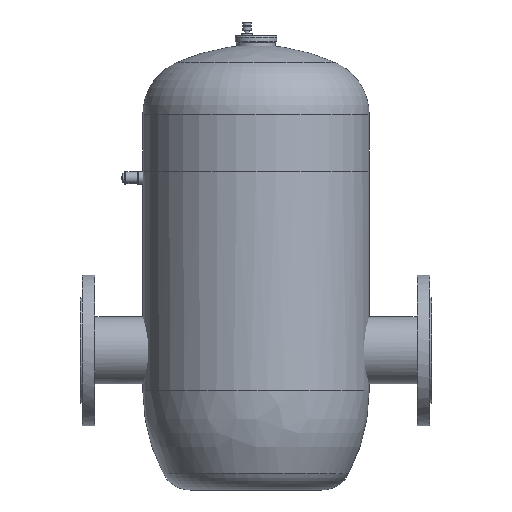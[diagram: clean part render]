
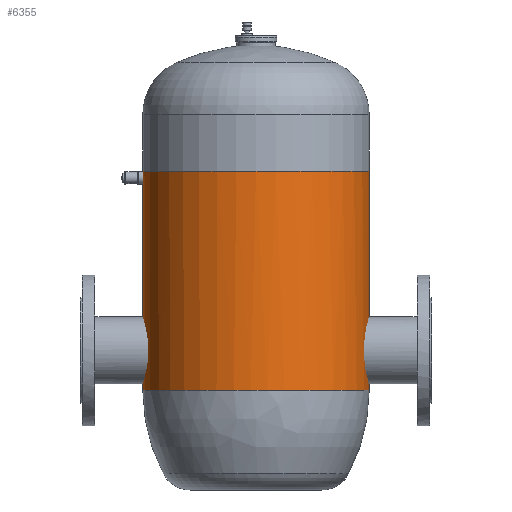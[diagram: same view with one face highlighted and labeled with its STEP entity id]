
A CAD part, front view. The second image highlights one B-rep face of the part: STEP entity #6355.
In plain terms, the highlighted cylindrical face has radius 150.134 mm (diameter 300.267 mm), a partial arc.
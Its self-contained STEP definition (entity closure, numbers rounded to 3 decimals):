
#6297=CARTESIAN_POINT('Vertex',(150.134,0.,-52.541)) ;
#6301=CARTESIAN_POINT('Control Point',(150.134,0.,-52.541)) ;
#6302=CARTESIAN_POINT('Control Point',(150.134,-88.42,-52.541)) ;
#6303=CARTESIAN_POINT('Control Point',(87.472,-150.134,-52.541)) ;
#6304=CARTESIAN_POINT('Control Point',(0.,-150.134,-52.541)) ;
#6305=CARTESIAN_POINT('Control Point',(-87.472,-150.134,-52.541)) ;
#6306=CARTESIAN_POINT('Control Point',(-150.134,-88.42,-52.541)) ;
#6307=CARTESIAN_POINT('Control Point',(-150.134,0.,-52.541)) ;
#6308=CARTESIAN_POINT('Vertex',(-150.134,0.,-52.541)) ;
#6325=CARTESIAN_POINT('Axis2P3D Location',(0.,0.,477.5)) ;
#6330=CARTESIAN_POINT('Line Origine',(150.134,0.,477.5)) ;
#6334=CARTESIAN_POINT('Vertex',(150.134,0.,237.459)) ;
#6337=CARTESIAN_POINT('Axis2P3D Location',(0.,0.,237.459)) ;
#6341=CARTESIAN_POINT('Vertex',(-150.134,0.,237.459)) ;
#6344=CARTESIAN_POINT('Line Origine',(-150.134,0.,477.5)) ;
#6326=DIRECTION('Axis2P3D Direction',(0.,0.,-1.)) ;
#6327=DIRECTION('Axis2P3D XDirection',(0.,1.,0.)) ;
#6331=DIRECTION('Vector Direction',(0.,0.,-1.)) ;
#6338=DIRECTION('Axis2P3D Direction',(0.,0.,-1.)) ;
#6345=DIRECTION('Vector Direction',(0.,0.,-1.)) ;
#6328=AXIS2_PLACEMENT_3D('Cylinder Axis2P3D',#6325,#6326,#6327) ;
#6339=AXIS2_PLACEMENT_3D('Circle Axis2P3D',#6337,#6338,$) ;
#6350=ORIENTED_EDGE('',*,*,#6336,.T.) ;
#6351=ORIENTED_EDGE('',*,*,#6343,.T.) ;
#6352=ORIENTED_EDGE('',*,*,#6348,.T.) ;
#6353=ORIENTED_EDGE('',*,*,#6310,.F.) ;
#6332=VECTOR('Line Direction',#6331,1.) ;
#6346=VECTOR('Line Direction',#6345,1.) ;
#6355=ADVANCED_FACE('discaldeaerator_4.1\\PartBody',(#6354),#6329,.T.) ;
#6340=CIRCLE('generated circle',#6339,150.134) ;
#6329=CYLINDRICAL_SURFACE('generated cylinder',#6328,150.134) ;
#6310=EDGE_CURVE('',#6298,#6309,#6300,.T.) ;
#6336=EDGE_CURVE('',#6298,#6335,#6333,.F.) ;
#6343=EDGE_CURVE('',#6335,#6342,#6340,.T.) ;
#6348=EDGE_CURVE('',#6342,#6309,#6347,.T.) ;
#6349=EDGE_LOOP('',(#6350,#6351,#6352,#6353)) ;
#6354=FACE_OUTER_BOUND('',#6349,.T.) ;
#6333=LINE('Line',#6330,#6332) ;
#6347=LINE('Line',#6344,#6346) ;
#6298=VERTEX_POINT('',#6297) ;
#6309=VERTEX_POINT('',#6308) ;
#6335=VERTEX_POINT('',#6334) ;
#6342=VERTEX_POINT('',#6341) ;
#6300=(BOUNDED_CURVE()B_SPLINE_CURVE(3,(#6301,#6302,#6303,#6304,#6305,#6306,#6307),.UNSPECIFIED.,.F.,.U.)B_SPLINE_CURVE_WITH_KNOTS((4,3,4),(0.043,1.,1.957),.UNSPECIFIED.)CURVE()GEOMETRIC_REPRESENTATION_ITEM()RATIONAL_B_SPLINE_CURVE((1.174,0.952,0.962,1.205,0.962,0.952,1.174))REPRESENTATION_ITEM('')) ;
